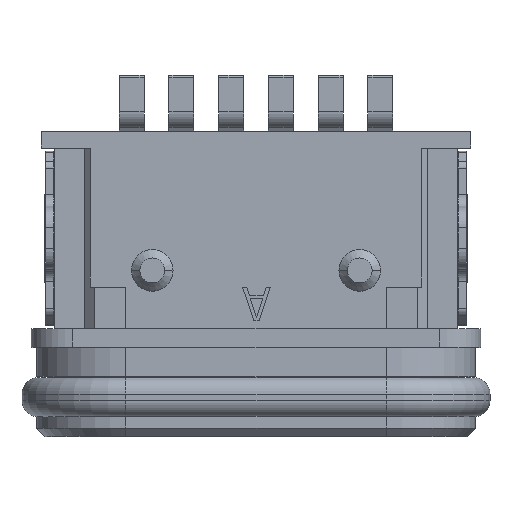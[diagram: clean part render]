
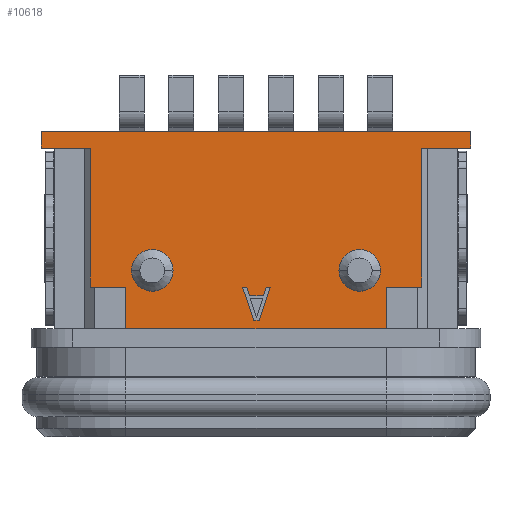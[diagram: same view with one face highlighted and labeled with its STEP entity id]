
A CAD part, top view. The second image highlights one B-rep face of the part: STEP entity #10618.
In plain terms, the highlighted planar face has unit normal (0, 0, 1).
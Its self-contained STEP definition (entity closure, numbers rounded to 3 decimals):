
#69=DIRECTION('',(0.,1.,0.));
#70=VECTOR('',#69,0.4);
#71=CARTESIAN_POINT('',(-5.17,6.1,2.13));
#72=LINE('',#71,#70);
#73=DIRECTION('',(1.,0.,0.));
#74=VECTOR('',#73,10.34);
#75=CARTESIAN_POINT('',(-5.17,6.5,2.13));
#76=LINE('',#75,#74);
#77=DIRECTION('',(0.,-1.,0.));
#78=VECTOR('',#77,3.35);
#79=CARTESIAN_POINT('',(3.995,6.1,2.13));
#80=LINE('',#79,#78);
#81=DIRECTION('',(-1.,0.,0.));
#82=VECTOR('',#81,0.85);
#83=CARTESIAN_POINT('',(3.995,2.75,2.13));
#84=LINE('',#83,#82);
#85=DIRECTION('',(-1.,0.,0.));
#86=VECTOR('',#85,6.29);
#87=CARTESIAN_POINT('',(3.145,1.75,2.13));
#88=LINE('',#87,#86);
#89=DIRECTION('',(0.,1.,0.));
#90=VECTOR('',#89,1.);
#91=CARTESIAN_POINT('',(-3.145,1.75,2.13));
#92=LINE('',#91,#90);
#93=DIRECTION('',(-1.,0.,0.));
#94=VECTOR('',#93,0.85);
#95=CARTESIAN_POINT('',(-3.145,2.75,2.13));
#96=LINE('',#95,#94);
#97=DIRECTION('',(0.316,0.949,0.));
#98=VECTOR('',#97,0.843);
#99=CARTESIAN_POINT('',(0.078,1.95,2.13));
#100=LINE('',#99,#98);
#101=DIRECTION('',(-0.31,-0.951,0.));
#102=VECTOR('',#101,0.215);
#103=CARTESIAN_POINT('',(0.245,2.75,2.13));
#104=LINE('',#103,#102);
#105=DIRECTION('',(-0.31,0.951,0.));
#106=VECTOR('',#105,0.215);
#107=CARTESIAN_POINT('',(-0.155,2.546,2.13));
#108=LINE('',#107,#106);
#109=DIRECTION('',(0.316,-0.949,0.));
#110=VECTOR('',#109,0.843);
#111=CARTESIAN_POINT('',(-0.322,2.75,2.13));
#112=LINE('',#111,#110);
#113=CARTESIAN_POINT('',(2.5,3.15,2.13));
#114=DIRECTION('',(0.,0.,1.));
#115=DIRECTION('',(-1.,0.,0.));
#116=AXIS2_PLACEMENT_3D('',#113,#114,#115);
#118=CARTESIAN_POINT('',(2.5,3.15,2.13));
#119=DIRECTION('',(0.,0.,1.));
#120=DIRECTION('',(1.,0.,0.));
#121=AXIS2_PLACEMENT_3D('',#118,#119,#120);
#123=CARTESIAN_POINT('',(-2.5,3.15,2.13));
#124=DIRECTION('',(0.,0.,1.));
#125=DIRECTION('',(-1.,0.,0.));
#126=AXIS2_PLACEMENT_3D('',#123,#124,#125);
#128=CARTESIAN_POINT('',(-2.5,3.15,2.13));
#129=DIRECTION('',(0.,0.,1.));
#130=DIRECTION('',(1.,0.,0.));
#131=AXIS2_PLACEMENT_3D('',#128,#129,#130);
#133=DIRECTION('',(1.,0.,0.));
#134=VECTOR('',#133,1.175);
#135=CARTESIAN_POINT('',(-5.17,6.1,2.13));
#136=LINE('',#135,#134);
#162=DIRECTION('',(1.,0.,0.));
#163=VECTOR('',#162,1.175);
#164=CARTESIAN_POINT('',(3.995,6.1,2.13));
#165=LINE('',#164,#163);
#190=DIRECTION('',(0.,-1.,0.));
#191=VECTOR('',#190,3.35);
#192=CARTESIAN_POINT('',(-3.995,6.1,2.13));
#193=LINE('',#192,#191);
#5684=DIRECTION('',(0.,1.,0.));
#5685=VECTOR('',#5684,1.);
#5686=CARTESIAN_POINT('',(3.145,1.75,2.13));
#5687=LINE('',#5686,#5685);
#6822=DIRECTION('',(0.,1.,0.));
#6823=VECTOR('',#6822,0.4);
#6824=CARTESIAN_POINT('',(5.17,6.1,2.13));
#6825=LINE('',#6824,#6823);
#6830=DIRECTION('',(-1.,0.,0.));
#6831=VECTOR('',#6830,0.133);
#6832=CARTESIAN_POINT('',(0.078,1.95,2.13));
#6833=LINE('',#6832,#6831);
#6842=DIRECTION('',(1.,0.,0.));
#6843=VECTOR('',#6842,0.1);
#6844=CARTESIAN_POINT('',(-0.322,2.75,2.13));
#6845=LINE('',#6844,#6843);
#6854=DIRECTION('',(1.,0.,0.));
#6855=VECTOR('',#6854,0.333);
#6856=CARTESIAN_POINT('',(-0.155,2.546,2.13));
#6857=LINE('',#6856,#6855);
#6866=DIRECTION('',(1.,0.,0.));
#6867=VECTOR('',#6866,0.1);
#6868=CARTESIAN_POINT('',(0.245,2.75,2.13));
#6869=LINE('',#6868,#6867);
#8044=CARTESIAN_POINT('',(5.17,6.5,2.13));
#8045=VERTEX_POINT('',#8044);
#8046=CARTESIAN_POINT('',(-5.17,6.5,2.13));
#8047=VERTEX_POINT('',#8046);
#8072=CARTESIAN_POINT('',(-5.17,6.1,2.13));
#8073=VERTEX_POINT('',#8072);
#8074=CARTESIAN_POINT('',(-3.995,6.1,2.13));
#8075=VERTEX_POINT('',#8074);
#8076=CARTESIAN_POINT('',(5.17,6.1,2.13));
#8077=VERTEX_POINT('',#8076);
#8078=CARTESIAN_POINT('',(3.995,6.1,2.13));
#8079=VERTEX_POINT('',#8078);
#8080=CARTESIAN_POINT('',(3.995,2.75,2.13));
#8081=VERTEX_POINT('',#8080);
#8082=CARTESIAN_POINT('',(3.145,2.75,2.13));
#8083=VERTEX_POINT('',#8082);
#8084=CARTESIAN_POINT('',(3.145,1.75,2.13));
#8085=VERTEX_POINT('',#8084);
#8086=CARTESIAN_POINT('',(-3.145,1.75,2.13));
#8087=VERTEX_POINT('',#8086);
#8088=CARTESIAN_POINT('',(-3.145,2.75,2.13));
#8089=VERTEX_POINT('',#8088);
#8090=CARTESIAN_POINT('',(-3.995,2.75,2.13));
#8091=VERTEX_POINT('',#8090);
#8092=CARTESIAN_POINT('',(0.078,1.95,2.13));
#8093=CARTESIAN_POINT('',(-0.055,1.95,2.13));
#8094=VERTEX_POINT('',#8092);
#8095=VERTEX_POINT('',#8093);
#8096=CARTESIAN_POINT('',(0.345,2.75,2.13));
#8097=VERTEX_POINT('',#8096);
#8098=CARTESIAN_POINT('',(0.245,2.75,2.13));
#8099=VERTEX_POINT('',#8098);
#8100=CARTESIAN_POINT('',(0.178,2.546,2.13));
#8101=VERTEX_POINT('',#8100);
#8102=CARTESIAN_POINT('',(-0.155,2.546,2.13));
#8103=VERTEX_POINT('',#8102);
#8104=CARTESIAN_POINT('',(-0.222,2.75,2.13));
#8105=VERTEX_POINT('',#8104);
#8106=CARTESIAN_POINT('',(-0.322,2.75,2.13));
#8107=VERTEX_POINT('',#8106);
#8108=CARTESIAN_POINT('',(2.,3.15,2.13));
#8109=CARTESIAN_POINT('',(3.,3.15,2.13));
#8110=VERTEX_POINT('',#8108);
#8111=VERTEX_POINT('',#8109);
#8112=CARTESIAN_POINT('',(-3.,3.15,2.13));
#8113=CARTESIAN_POINT('',(-2.,3.15,2.13));
#8114=VERTEX_POINT('',#8112);
#8115=VERTEX_POINT('',#8113);
#10559=CARTESIAN_POINT('',(-4.97,0.,2.13));
#10560=DIRECTION('',(0.,0.,1.));
#10561=DIRECTION('',(1.,0.,0.));
#10562=AXIS2_PLACEMENT_3D('',#10559,#10560,#10561);
#10563=PLANE('',#10562);
#10565=ORIENTED_EDGE('',*,*,#10564,.F.);
#10566=ORIENTED_EDGE('',*,*,#10552,.T.);
#10567=ORIENTED_EDGE('',*,*,#10489,.T.);
#10569=ORIENTED_EDGE('',*,*,#10568,.F.);
#10571=ORIENTED_EDGE('',*,*,#10570,.F.);
#10573=ORIENTED_EDGE('',*,*,#10572,.T.);
#10575=ORIENTED_EDGE('',*,*,#10574,.T.);
#10577=ORIENTED_EDGE('',*,*,#10576,.F.);
#10579=ORIENTED_EDGE('',*,*,#10578,.T.);
#10581=ORIENTED_EDGE('',*,*,#10580,.T.);
#10583=ORIENTED_EDGE('',*,*,#10582,.T.);
#10585=ORIENTED_EDGE('',*,*,#10584,.F.);
#10586=EDGE_LOOP('',(#10565,#10566,#10567,#10569,#10571,#10573,#10575,#10577,
#10579,#10581,#10583,#10585));
#10587=FACE_OUTER_BOUND('',#10586,.F.);
#10589=ORIENTED_EDGE('',*,*,#10588,.F.);
#10591=ORIENTED_EDGE('',*,*,#10590,.T.);
#10593=ORIENTED_EDGE('',*,*,#10592,.F.);
#10595=ORIENTED_EDGE('',*,*,#10594,.T.);
#10597=ORIENTED_EDGE('',*,*,#10596,.F.);
#10599=ORIENTED_EDGE('',*,*,#10598,.T.);
#10601=ORIENTED_EDGE('',*,*,#10600,.F.);
#10603=ORIENTED_EDGE('',*,*,#10602,.T.);
#10604=EDGE_LOOP('',(#10589,#10591,#10593,#10595,#10597,#10599,#10601,#10603));
#10605=FACE_BOUND('',#10604,.F.);
#10607=ORIENTED_EDGE('',*,*,#10606,.T.);
#10609=ORIENTED_EDGE('',*,*,#10608,.T.);
#10610=EDGE_LOOP('',(#10607,#10609));
#10611=FACE_BOUND('',#10610,.F.);
#10613=ORIENTED_EDGE('',*,*,#10612,.T.);
#10615=ORIENTED_EDGE('',*,*,#10614,.T.);
#10616=EDGE_LOOP('',(#10613,#10615));
#10617=FACE_BOUND('',#10616,.F.);
#10618=ADVANCED_FACE('',(#10587,#10605,#10611,#10617),#10563,.T.);
#117=CIRCLE('',#116,0.5);
#122=CIRCLE('',#121,0.5);
#127=CIRCLE('',#126,0.5);
#132=CIRCLE('',#131,0.5);
#10489=EDGE_CURVE('',#8047,#8045,#76,.T.);
#10552=EDGE_CURVE('',#8073,#8047,#72,.T.);
#10564=EDGE_CURVE('',#8073,#8075,#136,.T.);
#10568=EDGE_CURVE('',#8077,#8045,#6825,.T.);
#10570=EDGE_CURVE('',#8079,#8077,#165,.T.);
#10572=EDGE_CURVE('',#8079,#8081,#80,.T.);
#10574=EDGE_CURVE('',#8081,#8083,#84,.T.);
#10576=EDGE_CURVE('',#8085,#8083,#5687,.T.);
#10578=EDGE_CURVE('',#8085,#8087,#88,.T.);
#10580=EDGE_CURVE('',#8087,#8089,#92,.T.);
#10582=EDGE_CURVE('',#8089,#8091,#96,.T.);
#10584=EDGE_CURVE('',#8075,#8091,#193,.T.);
#10588=EDGE_CURVE('',#8094,#8095,#6833,.T.);
#10590=EDGE_CURVE('',#8094,#8097,#100,.T.);
#10592=EDGE_CURVE('',#8099,#8097,#6869,.T.);
#10594=EDGE_CURVE('',#8099,#8101,#104,.T.);
#10596=EDGE_CURVE('',#8103,#8101,#6857,.T.);
#10598=EDGE_CURVE('',#8103,#8105,#108,.T.);
#10600=EDGE_CURVE('',#8107,#8105,#6845,.T.);
#10602=EDGE_CURVE('',#8107,#8095,#112,.T.);
#10606=EDGE_CURVE('',#8110,#8111,#117,.T.);
#10608=EDGE_CURVE('',#8111,#8110,#122,.T.);
#10612=EDGE_CURVE('',#8114,#8115,#127,.T.);
#10614=EDGE_CURVE('',#8115,#8114,#132,.T.);
